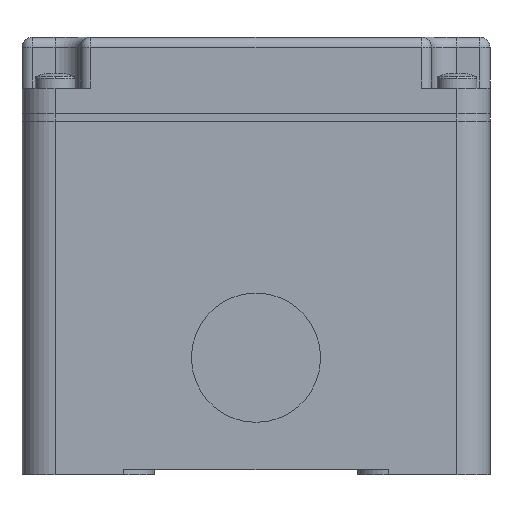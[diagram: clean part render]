
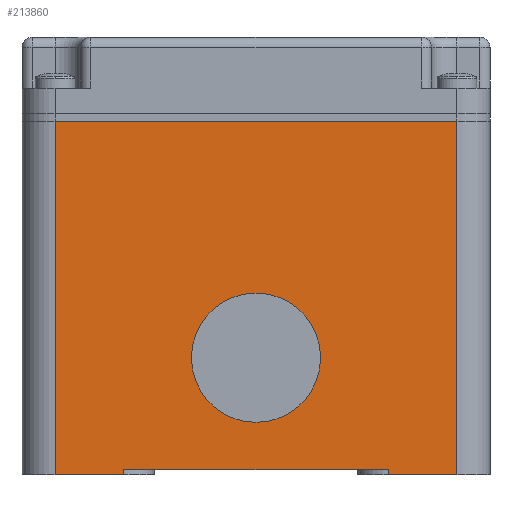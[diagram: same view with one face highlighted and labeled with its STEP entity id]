
A CAD part, front view. The second image highlights one B-rep face of the part: STEP entity #213860.
In plain terms, the highlighted planar face has unit normal (0, -1, 0).
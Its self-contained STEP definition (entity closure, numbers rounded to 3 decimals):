
#161210=CARTESIAN_POINT('',(84.966,-120.755,0.));
#161220=VERTEX_POINT('',#161210);
#161250=CARTESIAN_POINT('',(0.,-120.755,0.));
#161260=DIRECTION('',(1.,0.,0.));
#161270=VECTOR('',#161260,1.);
#161280=LINE('',#161250,#161270);
#161290=CARTESIAN_POINT('',(98.466,-120.755,0.));
#161300=VERTEX_POINT('',#161290);
#161310=EDGE_CURVE('',#161220,#161300,#161280,.T.);
#166530=CARTESIAN_POINT('',(32.966,-120.755,0.));
#166540=VERTEX_POINT('',#166530);
#167060=CARTESIAN_POINT('',(19.466,-120.755,0.));
#167070=VERTEX_POINT('',#167060);
#167100=EDGE_CURVE('',#167070,#166540,#161280,.T.);
#170180=CARTESIAN_POINT('',(32.966,-120.755,1.));
#170190=VERTEX_POINT('',#170180);
#170220=CARTESIAN_POINT('',(0.,-120.755,1.));
#170230=DIRECTION('',(-1.,0.,0.));
#170240=VECTOR('',#170230,1.);
#170250=LINE('',#170220,#170240);
#170260=CARTESIAN_POINT('',(84.966,-120.755,1.));
#170270=VERTEX_POINT('',#170260);
#170280=EDGE_CURVE('',#170270,#170190,#170250,.T.);
#213270=CARTESIAN_POINT('',(0.,-120.755,69.5));
#213280=DIRECTION('',(-0.,-1.,-0.));
#213290=DIRECTION('',(-1.,0.,0.));
#213300=AXIS2_PLACEMENT_3D('',#213270,#213280,#213290);
#213310=PLANE('',#213300);
#213320=ORIENTED_EDGE('',*,*,#170280,.F.);
#213330=CARTESIAN_POINT('',(32.966,-120.755,0.));
#213340=DIRECTION('',(0.,0.,1.));
#213350=VECTOR('',#213340,1.);
#213360=LINE('',#213330,#213350);
#213370=EDGE_CURVE('',#166540,#170190,#213360,.T.);
#213380=ORIENTED_EDGE('',*,*,#213370,.T.);
#213390=ORIENTED_EDGE('',*,*,#167100,.T.);
#213400=CARTESIAN_POINT('',(19.466,-120.755,0.));
#213410=DIRECTION('',(0.,0.,1.));
#213420=VECTOR('',#213410,1.);
#213430=LINE('',#213400,#213420);
#213440=CARTESIAN_POINT('',(19.466,-120.755,69.5));
#213450=VERTEX_POINT('',#213440);
#213460=EDGE_CURVE('',#167070,#213450,#213430,.T.);
#213470=ORIENTED_EDGE('',*,*,#213460,.F.);
#213480=CARTESIAN_POINT('',(0.,-120.755,69.5));
#213490=DIRECTION('',(1.,0.,0.));
#213500=VECTOR('',#213490,1.);
#213510=LINE('',#213480,#213500);
#213520=CARTESIAN_POINT('',(98.466,-120.755,69.5));
#213530=VERTEX_POINT('',#213520);
#213540=EDGE_CURVE('',#213450,#213530,#213510,.T.);
#213550=ORIENTED_EDGE('',*,*,#213540,.F.);
#213560=CARTESIAN_POINT('',(98.466,-120.755,0.));
#213570=DIRECTION('',(0.,0.,1.));
#213580=VECTOR('',#213570,1.);
#213590=LINE('',#213560,#213580);
#213600=EDGE_CURVE('',#161300,#213530,#213590,.T.);
#213610=ORIENTED_EDGE('',*,*,#213600,.T.);
#213620=ORIENTED_EDGE('',*,*,#161310,.T.);
#213630=CARTESIAN_POINT('',(84.966,-120.755,0.));
#213640=DIRECTION('',(0.,0.,1.));
#213650=VECTOR('',#213640,1.);
#213660=LINE('',#213630,#213650);
#213670=EDGE_CURVE('',#161220,#170270,#213660,.T.);
#213680=ORIENTED_EDGE('',*,*,#213670,.F.);
#213690=EDGE_LOOP('',(#213680,#213620,#213610,#213550,#213470,#213390,
#213380,#213320));
#213700=FACE_OUTER_BOUND('',#213690,.T.);
#213710=CARTESIAN_POINT('',(58.966,-120.755,23.));
#213720=DIRECTION('',(0.,-1.,0.));
#213730=DIRECTION('',(1.,0.,0.));
#213740=AXIS2_PLACEMENT_3D('',#213710,#213720,#213730);
#213750=CIRCLE('',#213740,12.7);
#213760=CARTESIAN_POINT('',(71.666,-120.755,23.));
#213770=VERTEX_POINT('',#213760);
#213780=CARTESIAN_POINT('',(46.266,-120.755,23.));
#213790=VERTEX_POINT('',#213780);
#213800=EDGE_CURVE('',#213770,#213790,#213750,.T.);
#213810=ORIENTED_EDGE('',*,*,#213800,.F.);
#213820=EDGE_CURVE('',#213790,#213770,#213750,.T.);
#213830=ORIENTED_EDGE('',*,*,#213820,.F.);
#213840=EDGE_LOOP('',(#213830,#213810));
#213850=FACE_BOUND('',#213840,.T.);
#213860=ADVANCED_FACE('',(#213700,#213850),#213310,.T.);
